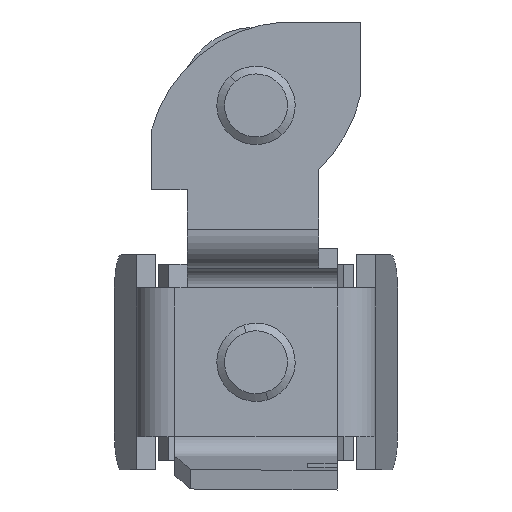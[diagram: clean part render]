
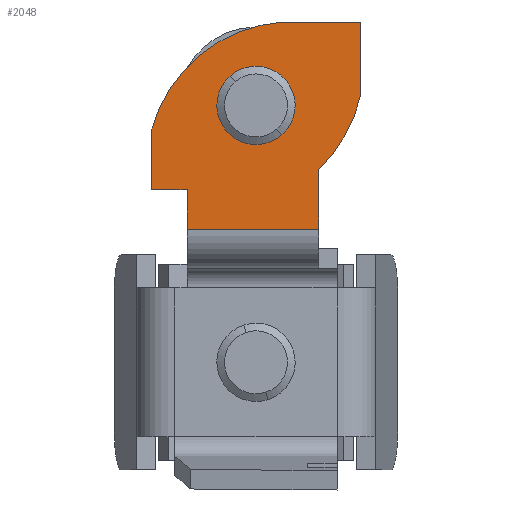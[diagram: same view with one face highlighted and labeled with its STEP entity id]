
A CAD part, front view. The second image highlights one B-rep face of the part: STEP entity #2048.
In plain terms, the highlighted planar face has unit normal (0, -1, 0).
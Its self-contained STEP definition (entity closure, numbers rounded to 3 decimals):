
#136 = CARTESIAN_POINT ( 'NONE',  ( -17.38, -10., 1.35 ) ) ;
#137 = EDGE_CURVE ( 'NONE', #6997, #7221, #5979, .T. ) ;
#158 = CIRCLE ( 'NONE', #7049, 1.65 ) ;
#169 = DIRECTION ( 'NONE',  ( 0., 0., 1. ) ) ;
#177 = LINE ( 'NONE', #5477, #1549 ) ;
#260 = CARTESIAN_POINT ( 'NONE',  ( -17.38, -10., 5.35 ) ) ;
#295 = ORIENTED_EDGE ( 'NONE', *, *, #4541, .T. ) ;
#314 = VERTEX_POINT ( 'NONE', #5313 ) ;
#400 = ORIENTED_EDGE ( 'NONE', *, *, #1446, .T. ) ;
#449 = EDGE_LOOP ( 'NONE', ( #7652, #7961 ) ) ;
#505 = CARTESIAN_POINT ( 'NONE',  ( -13.68, -10., 5.35 ) ) ;
#518 = PLANE ( 'NONE',  #5024 ) ;
#555 = CARTESIAN_POINT ( 'NONE',  ( -8.81, -10., -3.515 ) ) ;
#660 = VERTEX_POINT ( 'NONE', #4354 ) ;
#794 = DIRECTION ( 'NONE',  ( -1., 0., 0. ) ) ;
#935 = VECTOR ( 'NONE', #5200, 1000. ) ;
#939 = ORIENTED_EDGE ( 'NONE', *, *, #8264, .T. ) ;
#1043 = DIRECTION ( 'NONE',  ( 0., 0., -1. ) ) ;
#1109 = EDGE_CURVE ( 'NONE', #1896, #660, #4503, .T. ) ;
#1342 = CARTESIAN_POINT ( 'NONE',  ( 0., -10., 0. ) ) ;
#1354 = VERTEX_POINT ( 'NONE', #3538 ) ;
#1360 = ORIENTED_EDGE ( 'NONE', *, *, #4746, .T. ) ;
#1372 = VECTOR ( 'NONE', #1804, 1000. ) ;
#1446 = EDGE_CURVE ( 'NONE', #6292, #1896, #7599, .T. ) ;
#1549 = VECTOR ( 'NONE', #794, 1000. ) ;
#1623 = DIRECTION ( 'NONE',  ( 0., 0., -1. ) ) ;
#1767 = EDGE_LOOP ( 'NONE', ( #7325, #400, #2403, #2549, #1360, #939, #3714, #295, #2499 ) ) ;
#1804 = DIRECTION ( 'NONE',  ( 0., 0., -1. ) ) ;
#1850 = CIRCLE ( 'NONE', #6752, 7.5 ) ;
#1896 = VERTEX_POINT ( 'NONE', #3463 ) ;
#2048 = ADVANCED_FACE ( 'NONE', ( #7373, #6702 ), #518, .T. ) ;
#2358 = DIRECTION ( 'NONE',  ( 0., -1., 0. ) ) ;
#2403 = ORIENTED_EDGE ( 'NONE', *, *, #1109, .T. ) ;
#2499 = ORIENTED_EDGE ( 'NONE', *, *, #3053, .T. ) ;
#2538 = DIRECTION ( 'NONE',  ( 0., -1., 0. ) ) ;
#2549 = ORIENTED_EDGE ( 'NONE', *, *, #4935, .T. ) ;
#2932 = LINE ( 'NONE', #7510, #4932 ) ;
#3039 = CARTESIAN_POINT ( 'NONE',  ( 0., -10., -3.515 ) ) ;
#3053 = EDGE_CURVE ( 'NONE', #6183, #3931, #177, .T. ) ;
#3112 = CARTESIAN_POINT ( 'NONE',  ( -13.12, -10., -1.65 ) ) ;
#3463 = CARTESIAN_POINT ( 'NONE',  ( -11.81, -10., -5.35 ) ) ;
#3538 = CARTESIAN_POINT ( 'NONE',  ( -6.8, -10., 3.205 ) ) ;
#3579 = DIRECTION ( 'NONE',  ( 0., -1., 0. ) ) ;
#3588 = DIRECTION ( 'NONE',  ( -1., 0., 0. ) ) ;
#3652 = CARTESIAN_POINT ( 'NONE',  ( -6.8, -10., 0. ) ) ;
#3714 = ORIENTED_EDGE ( 'NONE', *, *, #3955, .T. ) ;
#3798 = AXIS2_PLACEMENT_3D ( 'NONE', #6406, #2358, #1043 ) ;
#3804 = CARTESIAN_POINT ( 'NONE',  ( 0., -10., -5.35 ) ) ;
#3931 = VERTEX_POINT ( 'NONE', #260 ) ;
#3955 = EDGE_CURVE ( 'NONE', #1354, #6682, #2932, .T. ) ;
#4075 = DIRECTION ( 'NONE',  ( 0., 0., -1. ) ) ;
#4302 = DIRECTION ( 'NONE',  ( 0., 0., 1. ) ) ;
#4354 = CARTESIAN_POINT ( 'NONE',  ( -8.81, -10., -5.35 ) ) ;
#4503 = LINE ( 'NONE', #3804, #935 ) ;
#4541 = EDGE_CURVE ( 'NONE', #6682, #6183, #1850, .T. ) ;
#4555 = DIRECTION ( 'NONE',  ( 0., 0., -1. ) ) ;
#4617 = EDGE_CURVE ( 'NONE', #7221, #6997, #158, .T. ) ;
#4740 = EDGE_CURVE ( 'NONE', #3931, #6292, #8557, .T. ) ;
#4746 = EDGE_CURVE ( 'NONE', #8234, #314, #6423, .T. ) ;
#4820 = LINE ( 'NONE', #7552, #8529 ) ;
#4932 = VECTOR ( 'NONE', #3588, 1000. ) ;
#4935 = EDGE_CURVE ( 'NONE', #660, #8234, #4820, .T. ) ;
#5015 = VECTOR ( 'NONE', #8395, 1000. ) ;
#5024 = AXIS2_PLACEMENT_3D ( 'NONE', #1342, #2538, #4555 ) ;
#5200 = DIRECTION ( 'NONE',  ( 1., 0., 0. ) ) ;
#5313 = CARTESIAN_POINT ( 'NONE',  ( -6.8, -10., -3.515 ) ) ;
#5392 = CARTESIAN_POINT ( 'NONE',  ( -15.282, -10., -1.977 ) ) ;
#5477 = CARTESIAN_POINT ( 'NONE',  ( 0., -10., 5.35 ) ) ;
#5979 = CIRCLE ( 'NONE', #8233, 1.65 ) ;
#6183 = VERTEX_POINT ( 'NONE', #505 ) ;
#6261 = DIRECTION ( 'NONE',  ( 0., 0., -1. ) ) ;
#6292 = VERTEX_POINT ( 'NONE', #136 ) ;
#6406 = CARTESIAN_POINT ( 'NONE',  ( -9.9, -10., 1.903 ) ) ;
#6423 = LINE ( 'NONE', #3039, #5015 ) ;
#6682 = VERTEX_POINT ( 'NONE', #6710 ) ;
#6702 = FACE_OUTER_BOUND ( 'NONE', #1767, .T. ) ;
#6710 = CARTESIAN_POINT ( 'NONE',  ( -9.86, -10., 3.205 ) ) ;
#6752 = AXIS2_PLACEMENT_3D ( 'NONE', #5392, #6772, #4075 ) ;
#6772 = DIRECTION ( 'NONE',  ( 0., -1., 0. ) ) ;
#6997 = VERTEX_POINT ( 'NONE', #3112 ) ;
#7049 = AXIS2_PLACEMENT_3D ( 'NONE', #7658, #7523, #1623 ) ;
#7126 = CARTESIAN_POINT ( 'NONE',  ( -17.38, -10., 0. ) ) ;
#7221 = VERTEX_POINT ( 'NONE', #7985 ) ;
#7325 = ORIENTED_EDGE ( 'NONE', *, *, #4740, .T. ) ;
#7373 = FACE_BOUND ( 'NONE', #449, .T. ) ;
#7498 = CARTESIAN_POINT ( 'NONE',  ( -13.12, -10., 0. ) ) ;
#7510 = CARTESIAN_POINT ( 'NONE',  ( 0., -10., 3.205 ) ) ;
#7523 = DIRECTION ( 'NONE',  ( 0., -1., 0. ) ) ;
#7552 = CARTESIAN_POINT ( 'NONE',  ( -8.81, -10., 0. ) ) ;
#7599 = CIRCLE ( 'NONE', #3798, 7.5 ) ;
#7652 = ORIENTED_EDGE ( 'NONE', *, *, #4617, .F. ) ;
#7658 = CARTESIAN_POINT ( 'NONE',  ( -13.12, -10., 0. ) ) ;
#7819 = LINE ( 'NONE', #3652, #8663 ) ;
#7961 = ORIENTED_EDGE ( 'NONE', *, *, #137, .F. ) ;
#7985 = CARTESIAN_POINT ( 'NONE',  ( -13.12, -10., 1.65 ) ) ;
#8233 = AXIS2_PLACEMENT_3D ( 'NONE', #7498, #3579, #6261 ) ;
#8234 = VERTEX_POINT ( 'NONE', #555 ) ;
#8264 = EDGE_CURVE ( 'NONE', #314, #1354, #7819, .T. ) ;
#8395 = DIRECTION ( 'NONE',  ( 1., 0., 0. ) ) ;
#8529 = VECTOR ( 'NONE', #169, 1000. ) ;
#8557 = LINE ( 'NONE', #7126, #1372 ) ;
#8663 = VECTOR ( 'NONE', #4302, 1000. ) ;
